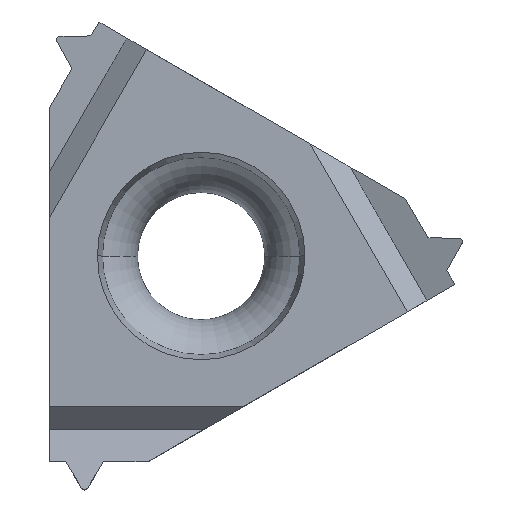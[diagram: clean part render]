
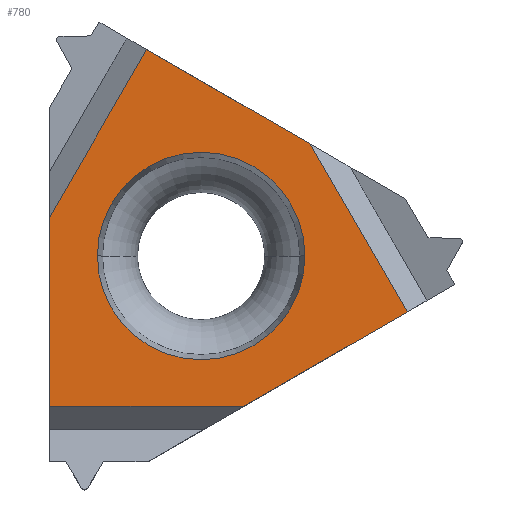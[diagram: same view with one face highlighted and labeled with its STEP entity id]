
A CAD part, top view. The second image highlights one B-rep face of the part: STEP entity #780.
In plain terms, the highlighted planar face has unit normal (0, 0, 1).
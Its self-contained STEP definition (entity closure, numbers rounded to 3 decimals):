
#18=DIRECTION('',(0.5,-0.866,0.));
#19=VECTOR('',#18,6.095);
#20=CARTESIAN_POINT('',(3.43,3.519,0.));
#21=LINE('',#20,#19);
#26=DIRECTION('',(-0.866,-0.5,0.));
#27=VECTOR('',#26,5.94);
#28=CARTESIAN_POINT('',(6.477,-1.76,
0.));
#29=LINE('',#28,#27);
#33=DIRECTION('',(0.5,0.866,0.));
#34=VECTOR('',#33,6.095);
#35=CARTESIAN_POINT('',(-4.763,1.211,0.));
#36=LINE('',#35,#34);
#40=DIRECTION('',(0.866,-0.5,0.));
#41=VECTOR('',#40,5.94);
#42=CARTESIAN_POINT('',(-1.715,6.489,0.));
#43=LINE('',#42,#41);
#47=CARTESIAN_POINT('',(0.,0.,0.));
#48=DIRECTION('',(0.,0.,1.));
#49=DIRECTION('',(1.,0.,0.));
#50=AXIS2_PLACEMENT_3D('',#47,#48,#49);
#55=CARTESIAN_POINT('',(0.,0.,0.));
#56=DIRECTION('',(0.,0.,1.));
#57=DIRECTION('',(-1.,0.,0.));
#58=AXIS2_PLACEMENT_3D('',#55,#56,#57);
#126=DIRECTION('',(0.,-1.,0.));
#127=VECTOR('',#126,5.94);
#128=CARTESIAN_POINT('',(-4.763,1.211,0.));
#129=LINE('',#128,#127);
#154=DIRECTION('',(1.,0.,0.));
#155=VECTOR('',#154,6.095);
#156=CARTESIAN_POINT('',(-4.763,-4.73,0.));
#157=LINE('',#156,#155);
#646=CARTESIAN_POINT('',(3.43,3.519,
0.));
#647=CARTESIAN_POINT('',(6.477,-1.76,
0.));
#648=VERTEX_POINT('',#646);
#649=VERTEX_POINT('',#647);
#650=CARTESIAN_POINT('',(1.333,-4.73,0.));
#651=VERTEX_POINT('',#650);
#652=CARTESIAN_POINT('',(-4.763,-4.73,0.));
#653=VERTEX_POINT('',#652);
#654=CARTESIAN_POINT('',(-4.763,1.211,0.));
#655=VERTEX_POINT('',#654);
#656=CARTESIAN_POINT('',(-1.715,6.489,
0.));
#657=VERTEX_POINT('',#656);
#658=CARTESIAN_POINT('',(3.261,0.,0.));
#659=CARTESIAN_POINT('',(-3.261,0.,0.));
#660=VERTEX_POINT('',#658);
#661=VERTEX_POINT('',#659);
#755=CARTESIAN_POINT('',(0.,0.,0.));
#756=DIRECTION('',(0.,0.,1.));
#757=DIRECTION('',(-1.,0.,0.));
#758=AXIS2_PLACEMENT_3D('',#755,#756,#757);
#759=PLANE('',#758);
#761=ORIENTED_EDGE('',*,*,#760,.T.);
#763=ORIENTED_EDGE('',*,*,#762,.T.);
#765=ORIENTED_EDGE('',*,*,#764,.F.);
#767=ORIENTED_EDGE('',*,*,#766,.F.);
#769=ORIENTED_EDGE('',*,*,#768,.T.);
#771=ORIENTED_EDGE('',*,*,#770,.T.);
#772=EDGE_LOOP('',(#761,#763,#765,#767,#769,#771));
#773=FACE_OUTER_BOUND('',#772,.F.);
#775=ORIENTED_EDGE('',*,*,#774,.T.);
#777=ORIENTED_EDGE('',*,*,#776,.T.);
#778=EDGE_LOOP('',(#775,#777));
#779=FACE_BOUND('',#778,.F.);
#51=CIRCLE('',#50,3.261);
#59=CIRCLE('',#58,3.261);
#760=EDGE_CURVE('',#648,#649,#21,.T.);
#762=EDGE_CURVE('',#649,#651,#29,.T.);
#764=EDGE_CURVE('',#653,#651,#157,.T.);
#766=EDGE_CURVE('',#655,#653,#129,.T.);
#768=EDGE_CURVE('',#655,#657,#36,.T.);
#770=EDGE_CURVE('',#657,#648,#43,.T.);
#774=EDGE_CURVE('',#660,#661,#51,.T.);
#776=EDGE_CURVE('',#661,#660,#59,.T.);
#780=ADVANCED_FACE('',(#773,#779),#759,.T.);
